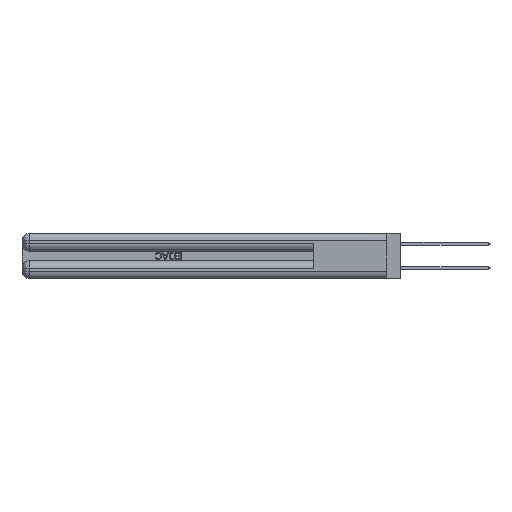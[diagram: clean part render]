
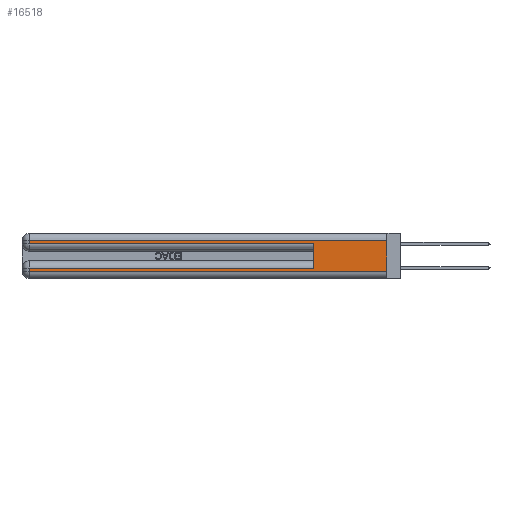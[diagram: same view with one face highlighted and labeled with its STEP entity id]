
A CAD part, left-side view. The second image highlights one B-rep face of the part: STEP entity #16518.
In plain terms, the highlighted planar face has unit normal (-1, 0, 0).
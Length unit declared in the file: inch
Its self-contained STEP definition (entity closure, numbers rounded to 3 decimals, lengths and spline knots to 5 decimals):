
#288 = CARTESIAN_POINT ( 'NONE',  ( 0., 2.94, 0.285 ) ) ;
#508 = VERTEX_POINT ( 'NONE', #16056 ) ;
#1074 = DIRECTION ( 'NONE',  ( 1., 0., 0. ) ) ;
#1802 = LINE ( 'NONE', #26455, #46132 ) ;
#3473 = CARTESIAN_POINT ( 'NONE',  ( 0., 2.94, 0.06 ) ) ;
#3565 = LINE ( 'NONE', #33218, #23915 ) ;
#3621 = ORIENTED_EDGE ( 'NONE', *, *, #41873, .F. ) ;
#3881 = VECTOR ( 'NONE', #14700, 39.37008 ) ;
#4644 = VERTEX_POINT ( 'NONE', #16749 ) ;
#5620 = DIRECTION ( 'NONE',  ( 0., 1., 0. ) ) ;
#5902 = VECTOR ( 'NONE', #5620, 39.37008 ) ;
#9786 = VECTOR ( 'NONE', #51325, 39.37008 ) ;
#11192 = CARTESIAN_POINT ( 'NONE',  ( 0., 2.94, 0.085 ) ) ;
#13282 = CARTESIAN_POINT ( 'NONE',  ( 0., 0.6, 0.285 ) ) ;
#13391 = FACE_OUTER_BOUND ( 'NONE', #25331, .T. ) ;
#13467 = LINE ( 'NONE', #38877, #3881 ) ;
#13587 = EDGE_CURVE ( 'NONE', #24017, #508, #42026, .T. ) ;
#14700 = DIRECTION ( 'NONE',  ( 0., -1., 0. ) ) ;
#16056 = CARTESIAN_POINT ( 'NONE',  ( 0., 2.94, 0.31 ) ) ;
#16518 = ADVANCED_FACE ( 'NONE', ( #13391 ), #49548, .F. ) ;
#16749 = CARTESIAN_POINT ( 'NONE',  ( 0., 0., 0.06 ) ) ;
#17291 = LINE ( 'NONE', #28663, #45652 ) ;
#18045 = LINE ( 'NONE', #34006, #5902 ) ;
#18389 = ORIENTED_EDGE ( 'NONE', *, *, #28392, .T. ) ;
#18516 = DIRECTION ( 'NONE',  ( 0., 0., -1. ) ) ;
#19075 = CARTESIAN_POINT ( 'NONE',  ( 0., 2.94, 0.37 ) ) ;
#20725 = DIRECTION ( 'NONE',  ( 0., -1., 0. ) ) ;
#21304 = CARTESIAN_POINT ( 'NONE',  ( 0., 0., 0.37 ) ) ;
#21345 = CARTESIAN_POINT ( 'NONE',  ( 0., 0., 0.37 ) ) ;
#21361 = DIRECTION ( 'NONE',  ( 0., 0., 1. ) ) ;
#22212 = LINE ( 'NONE', #19075, #31717 ) ;
#23405 = CARTESIAN_POINT ( 'NONE',  ( 0., 0., 0.31 ) ) ;
#23439 = VERTEX_POINT ( 'NONE', #31594 ) ;
#23915 = VECTOR ( 'NONE', #21361, 39.37008 ) ;
#24017 = VERTEX_POINT ( 'NONE', #23405 ) ;
#25331 = EDGE_LOOP ( 'NONE', ( #3621, #35248, #50094, #18389, #30195, #38215, #36437, #41310 ) ) ;
#25905 = EDGE_CURVE ( 'NONE', #508, #36283, #22212, .T. ) ;
#26352 = EDGE_CURVE ( 'NONE', #42273, #46196, #1802, .T. ) ;
#26455 = CARTESIAN_POINT ( 'NONE',  ( 0., 2.94, 0.37 ) ) ;
#27212 = CARTESIAN_POINT ( 'NONE',  ( 0., 0., 0.31 ) ) ;
#28392 = EDGE_CURVE ( 'NONE', #36283, #32796, #17291, .T. ) ;
#28663 = CARTESIAN_POINT ( 'NONE',  ( 0., 0., 0.285 ) ) ;
#29471 = DIRECTION ( 'NONE',  ( 0., 0., -1. ) ) ;
#30195 = ORIENTED_EDGE ( 'NONE', *, *, #52235, .F. ) ;
#31270 = DIRECTION ( 'NONE',  ( 0., 0., -1. ) ) ;
#31594 = CARTESIAN_POINT ( 'NONE',  ( 0., 0.6, 0.085 ) ) ;
#31717 = VECTOR ( 'NONE', #31270, 39.37008 ) ;
#32796 = VERTEX_POINT ( 'NONE', #13282 ) ;
#33218 = CARTESIAN_POINT ( 'NONE',  ( 0., 0.6, 0.145 ) ) ;
#34006 = CARTESIAN_POINT ( 'NONE',  ( 0., 0., 0.085 ) ) ;
#35248 = ORIENTED_EDGE ( 'NONE', *, *, #13587, .T. ) ;
#36283 = VERTEX_POINT ( 'NONE', #288 ) ;
#36437 = ORIENTED_EDGE ( 'NONE', *, *, #26352, .T. ) ;
#37203 = AXIS2_PLACEMENT_3D ( 'NONE', #21345, #1074, #29471 ) ;
#37745 = LINE ( 'NONE', #21304, #48503 ) ;
#38215 = ORIENTED_EDGE ( 'NONE', *, *, #49200, .T. ) ;
#38618 = EDGE_CURVE ( 'NONE', #46196, #4644, #13467, .T. ) ;
#38877 = CARTESIAN_POINT ( 'NONE',  ( 0., 0., 0.06 ) ) ;
#41310 = ORIENTED_EDGE ( 'NONE', *, *, #38618, .T. ) ;
#41873 = EDGE_CURVE ( 'NONE', #24017, #4644, #37745, .T. ) ;
#42026 = LINE ( 'NONE', #27212, #9786 ) ;
#42273 = VERTEX_POINT ( 'NONE', #11192 ) ;
#45652 = VECTOR ( 'NONE', #20725, 39.37008 ) ;
#46132 = VECTOR ( 'NONE', #18516, 39.37008 ) ;
#46196 = VERTEX_POINT ( 'NONE', #3473 ) ;
#48503 = VECTOR ( 'NONE', #49503, 39.37008 ) ;
#49200 = EDGE_CURVE ( 'NONE', #23439, #42273, #18045, .T. ) ;
#49503 = DIRECTION ( 'NONE',  ( 0., 0., -1. ) ) ;
#49548 = PLANE ( 'NONE',  #37203 ) ;
#50094 = ORIENTED_EDGE ( 'NONE', *, *, #25905, .T. ) ;
#51325 = DIRECTION ( 'NONE',  ( 0., 1., 0. ) ) ;
#52235 = EDGE_CURVE ( 'NONE', #23439, #32796, #3565, .T. ) ;
